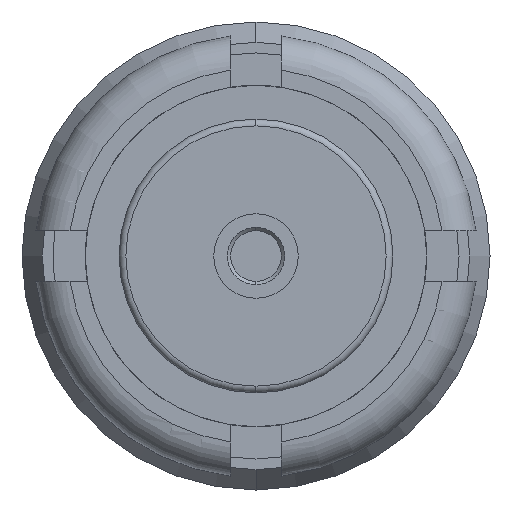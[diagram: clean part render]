
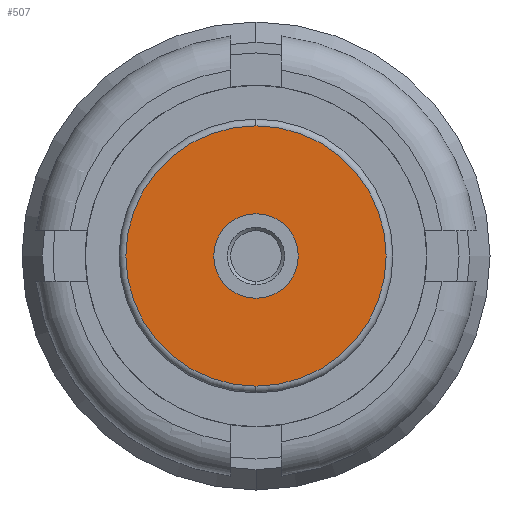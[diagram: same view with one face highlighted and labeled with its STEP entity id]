
A CAD part, left-side view. The second image highlights one B-rep face of the part: STEP entity #507.
In plain terms, the highlighted planar face has unit normal (-1, 0, 0).
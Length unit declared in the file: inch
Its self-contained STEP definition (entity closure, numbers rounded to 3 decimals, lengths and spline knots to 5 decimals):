
#8 = DIRECTION ( 'NONE',  ( 0., 0., 1. ) ) ;
#115 = EDGE_CURVE ( 'NONE', #883, #2163, #1731, .T. ) ;
#236 = FACE_BOUND ( 'NONE', #1131, .T. ) ;
#248 = AXIS2_PLACEMENT_3D ( 'NONE', #2090, #1838, #8 ) ;
#251 = AXIS2_PLACEMENT_3D ( 'NONE', #512, #2157, #698 ) ;
#254 = DIRECTION ( 'NONE',  ( 1., 0., 0. ) ) ;
#366 = ORIENTED_EDGE ( 'NONE', *, *, #1383, .T. ) ;
#405 = FACE_OUTER_BOUND ( 'NONE', #2630, .T. ) ;
#507 = ADVANCED_FACE ( 'NONE', ( #236, #405 ), #2262, .F. ) ;
#512 = CARTESIAN_POINT ( 'NONE',  ( 0.02, 0., 0. ) ) ;
#594 = CARTESIAN_POINT ( 'NONE',  ( 0.02, 0., 0.0385 ) ) ;
#688 = CARTESIAN_POINT ( 'NONE',  ( 0.02, 0., -0.0125 ) ) ;
#690 = CARTESIAN_POINT ( 'NONE',  ( 0.02, 0., 0. ) ) ;
#698 = DIRECTION ( 'NONE',  ( 0., 0., 1. ) ) ;
#747 = VERTEX_POINT ( 'NONE', #2932 ) ;
#883 = VERTEX_POINT ( 'NONE', #902 ) ;
#902 = CARTESIAN_POINT ( 'NONE',  ( 0.02, 0., -0.0385 ) ) ;
#1008 = ORIENTED_EDGE ( 'NONE', *, *, #115, .T. ) ;
#1131 = EDGE_LOOP ( 'NONE', ( #2443, #2543 ) ) ;
#1158 = DIRECTION ( 'NONE',  ( -1., 0., 0. ) ) ;
#1203 = AXIS2_PLACEMENT_3D ( 'NONE', #690, #1158, #1558 ) ;
#1204 = DIRECTION ( 'NONE',  ( 0., 0., -1. ) ) ;
#1319 = DIRECTION ( 'NONE',  ( 0., 0., -1. ) ) ;
#1383 = EDGE_CURVE ( 'NONE', #2163, #883, #1586, .T. ) ;
#1402 = AXIS2_PLACEMENT_3D ( 'NONE', #2069, #2549, #1319 ) ;
#1469 = EDGE_CURVE ( 'NONE', #2124, #747, #1696, .T. ) ;
#1558 = DIRECTION ( 'NONE',  ( 0., 0., -1. ) ) ;
#1586 = CIRCLE ( 'NONE', #1402, 0.0385 ) ;
#1622 = EDGE_CURVE ( 'NONE', #747, #2124, #2153, .T. ) ;
#1686 = AXIS2_PLACEMENT_3D ( 'NONE', #2785, #254, #1204 ) ;
#1696 = CIRCLE ( 'NONE', #248, 0.0125 ) ;
#1731 = CIRCLE ( 'NONE', #1203, 0.0385 ) ;
#1838 = DIRECTION ( 'NONE',  ( -1., 0., 0. ) ) ;
#2069 = CARTESIAN_POINT ( 'NONE',  ( 0.02, 0., 0. ) ) ;
#2090 = CARTESIAN_POINT ( 'NONE',  ( 0.02, 0., 0. ) ) ;
#2124 = VERTEX_POINT ( 'NONE', #688 ) ;
#2153 = CIRCLE ( 'NONE', #251, 0.0125 ) ;
#2157 = DIRECTION ( 'NONE',  ( -1., 0., 0. ) ) ;
#2163 = VERTEX_POINT ( 'NONE', #594 ) ;
#2262 = PLANE ( 'NONE',  #1686 ) ;
#2443 = ORIENTED_EDGE ( 'NONE', *, *, #1622, .F. ) ;
#2543 = ORIENTED_EDGE ( 'NONE', *, *, #1469, .F. ) ;
#2549 = DIRECTION ( 'NONE',  ( -1., 0., 0. ) ) ;
#2630 = EDGE_LOOP ( 'NONE', ( #1008, #366 ) ) ;
#2785 = CARTESIAN_POINT ( 'NONE',  ( 0.02, 0., 0. ) ) ;
#2932 = CARTESIAN_POINT ( 'NONE',  ( 0.02, 0., 0.0125 ) ) ;
